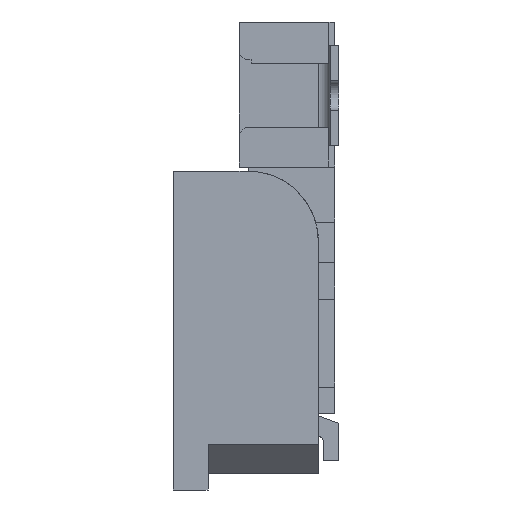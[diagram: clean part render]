
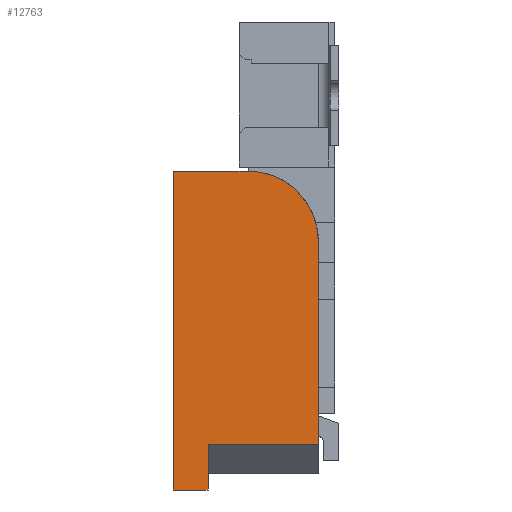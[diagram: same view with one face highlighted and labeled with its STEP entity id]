
A CAD part, left-side view. The second image highlights one B-rep face of the part: STEP entity #12763.
In plain terms, the highlighted planar face has unit normal (-1, 0, 0).
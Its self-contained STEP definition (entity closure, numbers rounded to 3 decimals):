
#1121=DIRECTION('',(0.,0.,1.));
#1122=VECTOR('',#1121,0.78);
#1123=CARTESIAN_POINT('',(-7.75,2.165,-4.58));
#1124=LINE('',#1123,#1122);
#1137=DIRECTION('',(0.,1.,0.));
#1138=VECTOR('',#1137,0.595);
#1139=CARTESIAN_POINT('',(-7.75,2.165,-4.58));
#1140=LINE('',#1139,#1138);
#1141=DIRECTION('',(0.,0.,1.));
#1142=VECTOR('',#1141,5.45);
#1143=CARTESIAN_POINT('',(-7.75,2.76,-4.58));
#1144=LINE('',#1143,#1142);
#1145=DIRECTION('',(0.,-1.,0.));
#1146=VECTOR('',#1145,1.28);
#1147=CARTESIAN_POINT('',(-7.75,2.76,0.87));
#1148=LINE('',#1147,#1146);
#1149=CARTESIAN_POINT('',(-7.75,1.48,-0.33));
#1150=DIRECTION('',(1.,0.,0.));
#1151=DIRECTION('',(0.,0.,1.));
#1152=AXIS2_PLACEMENT_3D('',#1149,#1150,#1151);
#1154=DIRECTION('',(0.,0.,-1.));
#1155=VECTOR('',#1154,3.47);
#1156=CARTESIAN_POINT('',(-7.75,0.28,-0.33));
#1157=LINE('',#1156,#1155);
#1158=DIRECTION('',(0.,1.,0.));
#1159=VECTOR('',#1158,1.885);
#1160=CARTESIAN_POINT('',(-7.75,0.28,-3.8));
#1161=LINE('',#1160,#1159);
#9441=CARTESIAN_POINT('',(-7.75,1.48,0.87));
#9442=CARTESIAN_POINT('',(-7.75,0.28,-0.33));
#9443=VERTEX_POINT('',#9441);
#9444=VERTEX_POINT('',#9442);
#9445=CARTESIAN_POINT('',(-7.75,2.165,-4.58));
#9446=CARTESIAN_POINT('',(-7.75,2.76,-4.58));
#9447=VERTEX_POINT('',#9445);
#9448=VERTEX_POINT('',#9446);
#9449=CARTESIAN_POINT('',(-7.75,2.76,0.87));
#9450=VERTEX_POINT('',#9449);
#9633=CARTESIAN_POINT('',(-7.75,0.28,-3.8));
#9634=CARTESIAN_POINT('',(-7.75,2.165,-3.8));
#9635=VERTEX_POINT('',#9633);
#9636=VERTEX_POINT('',#9634);
#12746=CARTESIAN_POINT('',(-7.75,0.,0.));
#12747=DIRECTION('',(1.,0.,0.));
#12748=DIRECTION('',(0.,0.,-1.));
#12749=AXIS2_PLACEMENT_3D('',#12746,#12747,#12748);
#12750=PLANE('',#12749);
#12751=ORIENTED_EDGE('',*,*,#12724,.F.);
#12752=ORIENTED_EDGE('',*,*,#12737,.T.);
#12754=ORIENTED_EDGE('',*,*,#12753,.T.);
#12756=ORIENTED_EDGE('',*,*,#12755,.T.);
#12757=ORIENTED_EDGE('',*,*,#12301,.T.);
#12758=ORIENTED_EDGE('',*,*,#12478,.T.);
#12760=ORIENTED_EDGE('',*,*,#12759,.T.);
#12761=EDGE_LOOP('',(#12751,#12752,#12754,#12756,#12757,#12758,#12760));
#12762=FACE_OUTER_BOUND('',#12761,.F.);
#12763=ADVANCED_FACE('',(#12762),#12750,.F.);
#1153=CIRCLE('',#1152,1.2);
#12301=EDGE_CURVE('',#9443,#9444,#1153,.T.);
#12478=EDGE_CURVE('',#9444,#9635,#1157,.T.);
#12724=EDGE_CURVE('',#9447,#9636,#1124,.T.);
#12737=EDGE_CURVE('',#9447,#9448,#1140,.T.);
#12753=EDGE_CURVE('',#9448,#9450,#1144,.T.);
#12755=EDGE_CURVE('',#9450,#9443,#1148,.T.);
#12759=EDGE_CURVE('',#9635,#9636,#1161,.T.);
